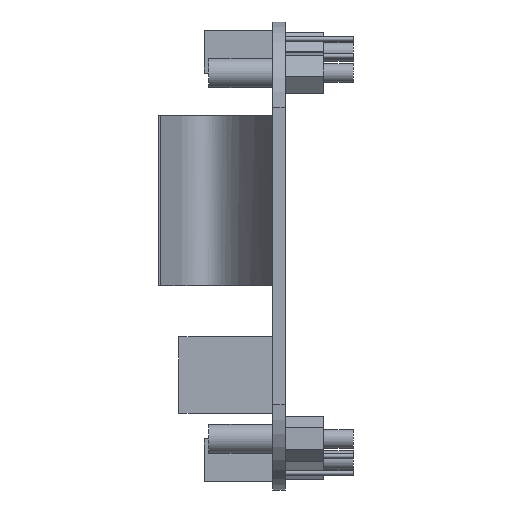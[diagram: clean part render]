
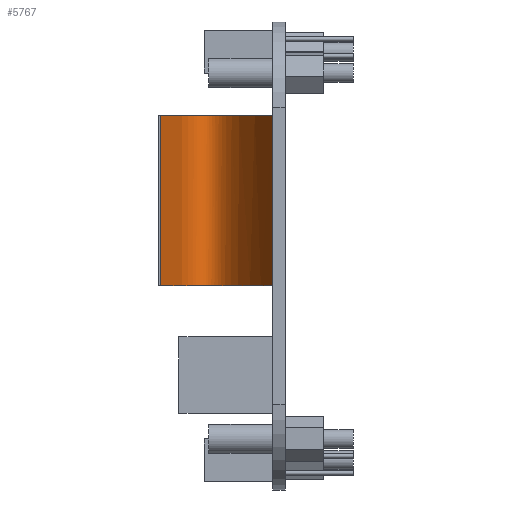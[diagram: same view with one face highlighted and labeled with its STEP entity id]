
A CAD part, left-side view. The second image highlights one B-rep face of the part: STEP entity #5767.
In plain terms, the highlighted free-form (B-spline) face has degree [3, 1] with [17, 2] control points.
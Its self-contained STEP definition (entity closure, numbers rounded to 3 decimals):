
#707=B_SPLINE_SURFACE_WITH_KNOTS('',3,1,((#9996,#9997),(#9998,#9999),(#10000,
#10001),(#10002,#10003),(#10004,#10005),(#10006,#10007),(#10008,#10009),
(#10010,#10011),(#10012,#10013),(#10014,#10015),(#10016,#10017),(#10018,
#10019),(#10020,#10021),(#10022,#10023),(#10024,#10025),(#10026,#10027),
(#10028,#10029)),.UNSPECIFIED.,.F.,.F.,.F.,(4,1,1,1,1,1,1,1,1,1,1,1,1,1,
4),(2,2),(0.,0.063,0.125,0.188,0.25,0.281,0.313,0.344,0.375,0.438,
0.5,0.563,0.625,0.875,1.),(0.,2.4),.UNSPECIFIED.);
#1489=FACE_OUTER_BOUND('',#2067,.T.);
#2067=EDGE_LOOP('',(#5114,#5115,#5116,#5117));
#2083=B_SPLINE_CURVE_WITH_KNOTS('',3,(#8370,#8371,#8372,#8373,#8374,#8375),
 .UNSPECIFIED.,.F.,.F.,(4,2,4),(-2.,-1.,0.),
 .UNSPECIFIED.);
#2085=B_SPLINE_CURVE_WITH_KNOTS('',3,(#8394,#8395,#8396,#8397,#8398,#8399,
#8400),.UNSPECIFIED.,.F.,.F.,(4,1,1,1,4),(0.508,0.563,0.625,
0.875,1.),.UNSPECIFIED.);
#2087=B_SPLINE_CURVE_WITH_KNOTS('',3,(#9046,#9047,#9048,#9049,#9050,#9051,
#9052,#9053,#9054,#9055,#9056,#9057,#9058,#9059,#9060,#9061,#9062,#9063,
#9064,#9065,#9066,#9067),.UNSPECIFIED.,.F.,.F.,(4,3,3,3,3,3,3,4),(0.508,
0.562,0.625,0.728,0.81,
0.875,0.947,1.),.UNSPECIFIED.);
#2113=LINE('',#8574,#2427);
#2427=VECTOR('',#6593,20.);
#2717=VERTEX_POINT('',#8359);
#2719=VERTEX_POINT('',#8368);
#2721=VERTEX_POINT('',#8392);
#2747=VERTEX_POINT('',#8572);
#3161=EDGE_CURVE('',#2717,#2719,#2083,.T.);
#3164=EDGE_CURVE('',#2719,#2721,#2085,.T.);
#3192=EDGE_CURVE('',#2747,#2721,#2113,.T.);
#3427=EDGE_CURVE('',#2717,#2747,#2087,.T.);
#5114=ORIENTED_EDGE('',*,*,#3161,.T.);
#5115=ORIENTED_EDGE('',*,*,#3164,.T.);
#5116=ORIENTED_EDGE('',*,*,#3192,.F.);
#5117=ORIENTED_EDGE('',*,*,#3427,.F.);
#5767=ADVANCED_FACE('',(#1489),#707,.F.);
#6593=DIRECTION('',(0.,0.,-1.));
#8359=CARTESIAN_POINT('',(25.845,14.676,16.957));
#8368=CARTESIAN_POINT('',(25.845,14.676,-3.043));
#8370=CARTESIAN_POINT('Ctrl Pts',(25.845,14.676,16.957));
#8371=CARTESIAN_POINT('Ctrl Pts',(25.845,14.676,13.623));
#8372=CARTESIAN_POINT('Ctrl Pts',(25.845,14.676,10.29));
#8373=CARTESIAN_POINT('Ctrl Pts',(25.845,14.676,3.623));
#8374=CARTESIAN_POINT('Ctrl Pts',(25.845,14.676,0.29));
#8375=CARTESIAN_POINT('Ctrl Pts',(25.845,14.676,-3.043));
#8392=CARTESIAN_POINT('',(26.156,1.5,-3.043));
#8394=CARTESIAN_POINT('Ctrl Pts',(25.845,14.676,-3.043));
#8395=CARTESIAN_POINT('Ctrl Pts',(26.865,14.319,-3.043));
#8396=CARTESIAN_POINT('Ctrl Pts',(28.932,13.568,-3.043));
#8397=CARTESIAN_POINT('Ctrl Pts',(34.35,11.214,-3.043));
#8398=CARTESIAN_POINT('Ctrl Pts',(36.443,8.028,-3.043));
#8399=CARTESIAN_POINT('Ctrl Pts',(29.618,3.358,-3.043));
#8400=CARTESIAN_POINT('Ctrl Pts',(26.156,1.5,-3.043));
#8572=CARTESIAN_POINT('',(26.156,1.5,16.957));
#8574=CARTESIAN_POINT('',(26.156,1.5,16.957));
#9046=CARTESIAN_POINT('Ctrl Pts',(25.845,14.676,16.957));
#9047=CARTESIAN_POINT('Ctrl Pts',(26.865,14.319,16.957));
#9048=CARTESIAN_POINT('Ctrl Pts',(27.831,13.968,16.957));
#9049=CARTESIAN_POINT('Ctrl Pts',(28.722,13.617,16.957));
#9050=CARTESIAN_POINT('Ctrl Pts',(29.74,13.217,16.957));
#9051=CARTESIAN_POINT('Ctrl Pts',(30.662,12.816,16.957));
#9052=CARTESIAN_POINT('Ctrl Pts',(31.459,12.405,16.957));
#9053=CARTESIAN_POINT('Ctrl Pts',(32.769,11.729,16.957));
#9054=CARTESIAN_POINT('Ctrl Pts',(33.743,11.023,16.957));
#9055=CARTESIAN_POINT('Ctrl Pts',(34.253,10.241,16.957));
#9056=CARTESIAN_POINT('Ctrl Pts',(34.662,9.613,16.957));
#9057=CARTESIAN_POINT('Ctrl Pts',(34.773,8.936,16.957));
#9058=CARTESIAN_POINT('Ctrl Pts',(34.52,8.184,16.957));
#9059=CARTESIAN_POINT('Ctrl Pts',(34.321,7.592,16.957));
#9060=CARTESIAN_POINT('Ctrl Pts',(33.895,6.953,16.957));
#9061=CARTESIAN_POINT('Ctrl Pts',(33.21,6.256,16.957));
#9062=CARTESIAN_POINT('Ctrl Pts',(32.452,5.484,16.957));
#9063=CARTESIAN_POINT('Ctrl Pts',(31.376,4.64,16.957));
#9064=CARTESIAN_POINT('Ctrl Pts',(29.939,3.709,16.957));
#9065=CARTESIAN_POINT('Ctrl Pts',(28.88,3.022,16.957));
#9066=CARTESIAN_POINT('Ctrl Pts',(27.625,2.288,16.957));
#9067=CARTESIAN_POINT('Ctrl Pts',(26.156,1.5,16.957));
#9996=CARTESIAN_POINT('Ctrl Pts',(2.385,17.5,16.957));
#9997=CARTESIAN_POINT('Ctrl Pts',(2.385,17.5,-7.043));
#9998=CARTESIAN_POINT('Ctrl Pts',(2.112,19.129,16.957));
#9999=CARTESIAN_POINT('Ctrl Pts',(2.112,19.129,-7.043));
#10000=CARTESIAN_POINT('Ctrl Pts',(2.164,21.44,16.957));
#10001=CARTESIAN_POINT('Ctrl Pts',(2.164,21.44,-7.043));
#10002=CARTESIAN_POINT('Ctrl Pts',(3.699,22.673,16.957));
#10003=CARTESIAN_POINT('Ctrl Pts',(3.699,22.673,-7.043));
#10004=CARTESIAN_POINT('Ctrl Pts',(6.359,22.282,16.957));
#10005=CARTESIAN_POINT('Ctrl Pts',(6.359,22.282,-7.043));
#10006=CARTESIAN_POINT('Ctrl Pts',(9.236,21.111,16.957));
#10007=CARTESIAN_POINT('Ctrl Pts',(9.236,21.111,-7.043));
#10008=CARTESIAN_POINT('Ctrl Pts',(11.768,19.972,16.957));
#10009=CARTESIAN_POINT('Ctrl Pts',(11.768,19.972,-7.043));
#10010=CARTESIAN_POINT('Ctrl Pts',(13.74,19.09,16.957));
#10011=CARTESIAN_POINT('Ctrl Pts',(13.74,19.09,-7.043));
#10012=CARTESIAN_POINT('Ctrl Pts',(15.743,18.265,16.957));
#10013=CARTESIAN_POINT('Ctrl Pts',(15.743,18.265,-7.043));
#10014=CARTESIAN_POINT('Ctrl Pts',(18.421,17.241,16.957));
#10015=CARTESIAN_POINT('Ctrl Pts',(18.421,17.241,-7.043));
#10016=CARTESIAN_POINT('Ctrl Pts',(21.734,16.082,16.957));
#10017=CARTESIAN_POINT('Ctrl Pts',(21.734,16.082,-7.043));
#10018=CARTESIAN_POINT('Ctrl Pts',(25.477,14.818,16.957));
#10019=CARTESIAN_POINT('Ctrl Pts',(25.477,14.818,-7.043));
#10020=CARTESIAN_POINT('Ctrl Pts',(28.818,13.617,16.957));
#10021=CARTESIAN_POINT('Ctrl Pts',(28.818,13.617,-7.043));
#10022=CARTESIAN_POINT('Ctrl Pts',(34.35,11.214,16.957));
#10023=CARTESIAN_POINT('Ctrl Pts',(34.35,11.214,-7.043));
#10024=CARTESIAN_POINT('Ctrl Pts',(36.443,8.028,16.957));
#10025=CARTESIAN_POINT('Ctrl Pts',(36.443,8.028,-7.043));
#10026=CARTESIAN_POINT('Ctrl Pts',(29.618,3.358,16.957));
#10027=CARTESIAN_POINT('Ctrl Pts',(29.618,3.358,-7.043));
#10028=CARTESIAN_POINT('Ctrl Pts',(26.156,1.5,16.957));
#10029=CARTESIAN_POINT('Ctrl Pts',(26.156,1.5,-7.043));
